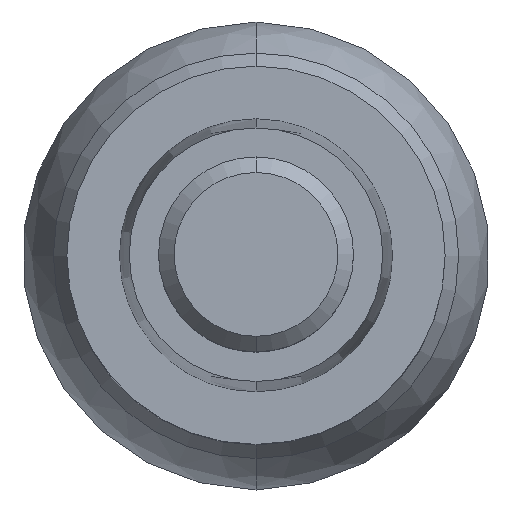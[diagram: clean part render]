
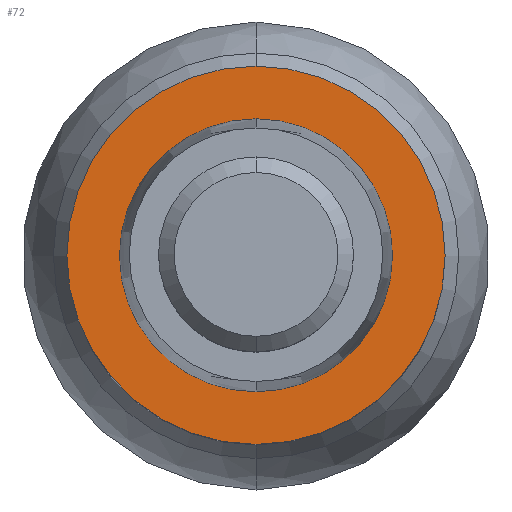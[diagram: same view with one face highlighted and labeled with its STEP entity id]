
A CAD part, top view. The second image highlights one B-rep face of the part: STEP entity #72.
In plain terms, the highlighted planar face has unit normal (0, 0, 1).
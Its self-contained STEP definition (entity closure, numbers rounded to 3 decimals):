
#30=FACE_BOUND('',#107,.T.);
#31=FACE_BOUND('',#108,.T.);
#59=PLANE('',#377);
#72=ADVANCED_FACE('',(#30,#31),#59,.F.);
#107=EDGE_LOOP('',(#152,#153));
#108=EDGE_LOOP('',(#154,#155));
#152=ORIENTED_EDGE('',*,*,#213,.F.);
#153=ORIENTED_EDGE('',*,*,#214,.F.);
#154=ORIENTED_EDGE('',*,*,#210,.F.);
#155=ORIENTED_EDGE('',*,*,#212,.F.);
#185=VERTEX_POINT('',#549);
#186=VERTEX_POINT('',#551);
#187=VERTEX_POINT('',#557);
#188=VERTEX_POINT('',#558);
#210=EDGE_CURVE('',#185,#186,#240,.T.);
#212=EDGE_CURVE('',#186,#185,#241,.T.);
#213=EDGE_CURVE('',#187,#188,#242,.T.);
#214=EDGE_CURVE('',#188,#187,#243,.T.);
#240=CIRCLE('',#371,3.5);
#241=CIRCLE('',#373,3.5);
#242=CIRCLE('',#375,4.85);
#243=CIRCLE('',#376,4.85);
#371=AXIS2_PLACEMENT_3D('',#550,#460,#461);
#373=AXIS2_PLACEMENT_3D('',#554,#465,#466);
#375=AXIS2_PLACEMENT_3D('',#556,#469,#470);
#376=AXIS2_PLACEMENT_3D('',#559,#471,#472);
#377=AXIS2_PLACEMENT_3D('',#560,#473,#474);
#460=DIRECTION('',(0.,0.,1.));
#461=DIRECTION('',(0.,-1.,0.));
#465=DIRECTION('',(0.,0.,1.));
#466=DIRECTION('',(0.,1.,0.));
#469=DIRECTION('',(0.,0.,-1.));
#470=DIRECTION('',(0.,-1.,0.));
#471=DIRECTION('',(0.,0.,-1.));
#472=DIRECTION('',(0.,1.,0.));
#473=DIRECTION('',(0.,0.,-1.));
#474=DIRECTION('',(0.,1.,0.));
#549=CARTESIAN_POINT('',(0.,-3.5,16.5));
#550=CARTESIAN_POINT('',(0.,0.,16.5));
#551=CARTESIAN_POINT('',(0.,3.5,16.5));
#554=CARTESIAN_POINT('',(0.,0.,16.5));
#556=CARTESIAN_POINT('',(0.,0.,16.5));
#557=CARTESIAN_POINT('',(0.,-4.85,16.5));
#558=CARTESIAN_POINT('',(0.,4.85,16.5));
#559=CARTESIAN_POINT('',(0.,0.,16.5));
#560=CARTESIAN_POINT('',(0.,0.,16.5));
